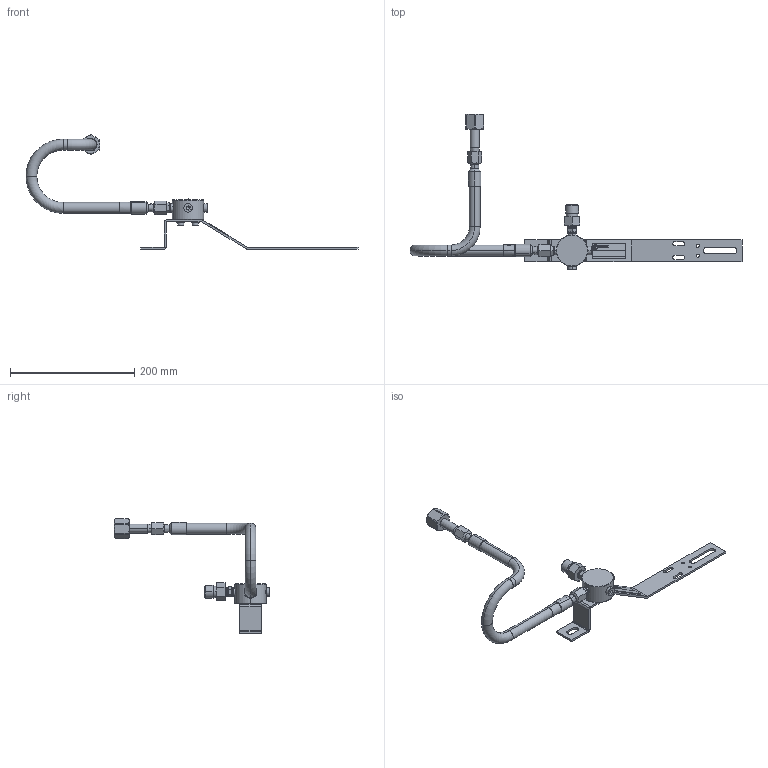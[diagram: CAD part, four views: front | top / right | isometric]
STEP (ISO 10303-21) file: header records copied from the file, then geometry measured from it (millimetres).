
FILE_DESCRIPTION((''),'2;1');
FILE_NAME('M54-18V_ASM','2021-04-16T10:12:23',('CRosado'),('MATHESON TRI-GAS'),'CREO PARAMETRIC BY PTC INC, 2018260','CREO PARAMETRIC BY PTC INC, 2018260','');
FILE_SCHEMA(('CONFIG_CONTROL_DESIGN'));
Length unit declared in the file: inch
Products named in the file (15): MBLO-0041-SA; MBUS-0060-SA; MPLU-0074-SA; MBUS-0042-SA; MBRA-0524-SA; MLBL-0056-QE; MWAS-0071-SH; MSCR-0348-SH; MHSE-0203-END; MHSE-0203-FLEX001_AF3; MHSE-0203-FLEX_AF3_ASM; MHSE-0203-LABEL; MHSE-0203-SA_AF0_ASM; MCNN-0761-SA; M54-18V_ASM
Assembly tree (19 placements, depth 4):
  M54-18V_ASM
    MBLO-0041-SA
    MBUS-0060-SA  x2
    MPLU-0074-SA  x2
    MBUS-0042-SA
    MBRA-0524-SA
    MLBL-0056-QE
    MWAS-0071-SH  x2
    MSCR-0348-SH  x2
    MHSE-0203-SA_AF0_ASM
      MHSE-0203-END  x2
      MHSE-0203-FLEX_AF3_ASM
        MHSE-0203-FLEX001_AF3
      MHSE-0203-LABEL
    MCNN-0761-SA
Bounding box: 533.41 x 249.6 x 184.32 mm (x, y, z)
Volume: 188157.3 mm3; surface area: 127715.2 mm2
Topology: 17 solids, 17 shells, 721 faces, 1793 edges, 1150 vertices
Faces by surface type: plane 368, cylinder 189, cone 136, torus 28
Entity records: 18822 total; most frequent: CARTESIAN_POINT 3936, DIRECTION 3103, ORIENTED_EDGE 2990, EDGE_CURVE 1495, AXIS2_PLACEMENT_3D 1091, VERTEX_POINT 971, VECTOR 921, LINE 921
